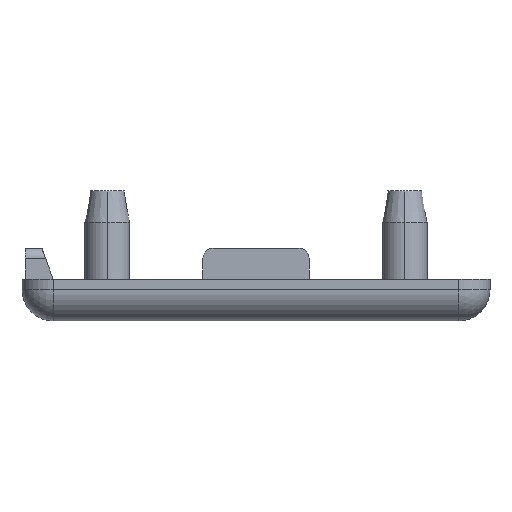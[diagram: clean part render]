
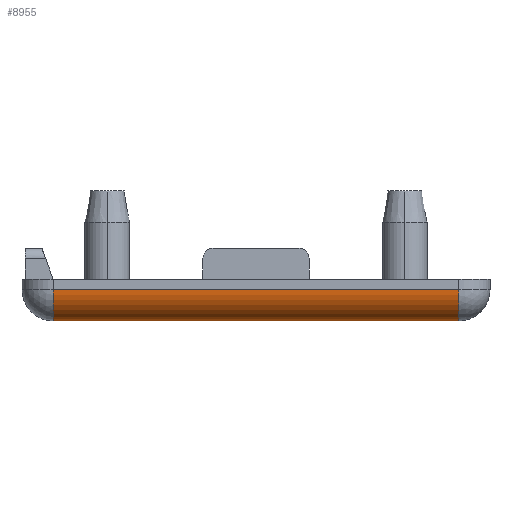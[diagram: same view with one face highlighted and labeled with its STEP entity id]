
A CAD part, left-side view. The second image highlights one B-rep face of the part: STEP entity #8955.
In plain terms, the highlighted cylindrical face has radius 3 mm (diameter 6 mm), a partial arc.
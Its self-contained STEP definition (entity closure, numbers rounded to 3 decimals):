
#22 = CARTESIAN_POINT ( 'NONE',  ( -30., 19.5, 3. ) ) ;
#339 = CIRCLE ( 'NONE', #4023, 3. ) ;
#1064 = DIRECTION ( 'NONE',  ( 0., -1., 0. ) ) ;
#1392 = VECTOR ( 'NONE', #3968, 1000. ) ;
#1393 = DIRECTION ( 'NONE',  ( 0., 0., -1. ) ) ;
#1425 = LINE ( 'NONE', #4048, #1392 ) ;
#1497 = CARTESIAN_POINT ( 'NONE',  ( -27., 19.5, 3. ) ) ;
#1708 = DIRECTION ( 'NONE',  ( 0., -1., 0. ) ) ;
#2157 = EDGE_CURVE ( 'NONE', #5064, #6163, #7881, .T. ) ;
#2327 = CYLINDRICAL_SURFACE ( 'NONE', #6893, 3. ) ;
#2983 = LINE ( 'NONE', #5894, #3213 ) ;
#3168 = DIRECTION ( 'NONE',  ( 0., -1., 0. ) ) ;
#3213 = VECTOR ( 'NONE', #1064, 1000. ) ;
#3323 = DIRECTION ( 'NONE',  ( 0., 0., -1. ) ) ;
#3384 = CARTESIAN_POINT ( 'NONE',  ( -27., 19.5, 0. ) ) ;
#3466 = DIRECTION ( 'NONE',  ( 0., -1., 0. ) ) ;
#3478 = CARTESIAN_POINT ( 'NONE',  ( -27., -19.5, 0. ) ) ;
#3497 = CARTESIAN_POINT ( 'NONE',  ( -27., -19.5, 3. ) ) ;
#3968 = DIRECTION ( 'NONE',  ( 0., 1., 0. ) ) ;
#4023 = AXIS2_PLACEMENT_3D ( 'NONE', #3497, #3466, #3323 ) ;
#4032 = CARTESIAN_POINT ( 'NONE',  ( -30., -19.5, 3. ) ) ;
#4048 = CARTESIAN_POINT ( 'NONE',  ( -27., -22.5, 0. ) ) ;
#4554 = DIRECTION ( 'NONE',  ( 1., 0., 0. ) ) ;
#4793 = EDGE_CURVE ( 'NONE', #6149, #6163, #1425, .T. ) ;
#5064 = VERTEX_POINT ( 'NONE', #22 ) ;
#5894 = CARTESIAN_POINT ( 'NONE',  ( -30., 22.5, 3. ) ) ;
#6027 = FACE_OUTER_BOUND ( 'NONE', #6836, .T. ) ;
#6031 = VERTEX_POINT ( 'NONE', #4032 ) ;
#6149 = VERTEX_POINT ( 'NONE', #3478 ) ;
#6163 = VERTEX_POINT ( 'NONE', #3384 ) ;
#6426 = AXIS2_PLACEMENT_3D ( 'NONE', #1497, #1708, #1393 ) ;
#6836 = EDGE_LOOP ( 'NONE', ( #8903, #8721, #9047, #8507 ) ) ;
#6893 = AXIS2_PLACEMENT_3D ( 'NONE', #8710, #3168, #4554 ) ;
#7431 = EDGE_CURVE ( 'NONE', #6031, #6149, #339, .T. ) ;
#7881 = CIRCLE ( 'NONE', #6426, 3. ) ;
#8507 = ORIENTED_EDGE ( 'NONE', *, *, #8901, .F. ) ;
#8710 = CARTESIAN_POINT ( 'NONE',  ( -27., 22.5, 3. ) ) ;
#8721 = ORIENTED_EDGE ( 'NONE', *, *, #4793, .F. ) ;
#8901 = EDGE_CURVE ( 'NONE', #5064, #6031, #2983, .T. ) ;
#8903 = ORIENTED_EDGE ( 'NONE', *, *, #2157, .T. ) ;
#8955 = ADVANCED_FACE ( 'NONE', ( #6027 ), #2327, .T. ) ;
#9047 = ORIENTED_EDGE ( 'NONE', *, *, #7431, .F. ) ;
